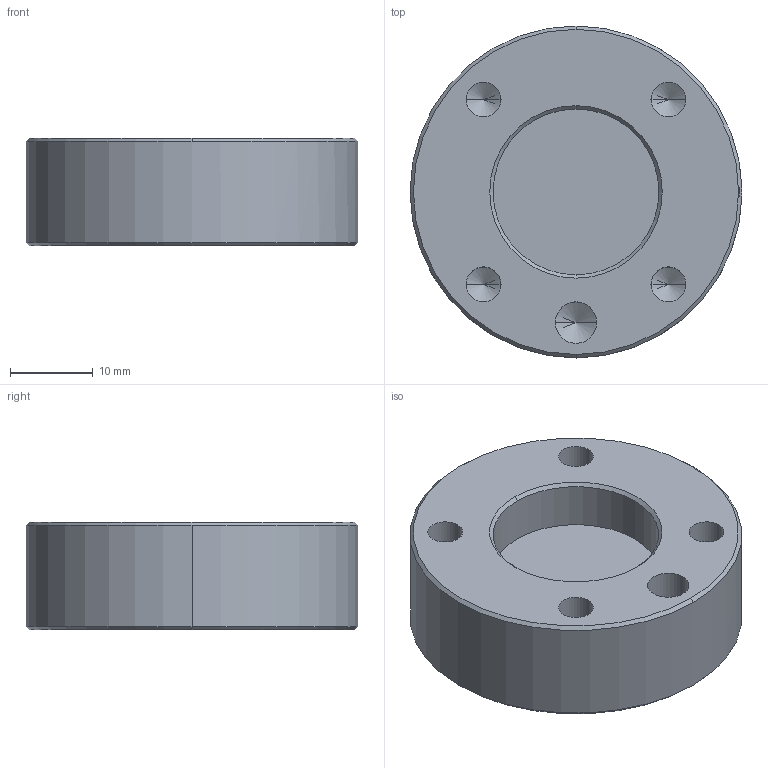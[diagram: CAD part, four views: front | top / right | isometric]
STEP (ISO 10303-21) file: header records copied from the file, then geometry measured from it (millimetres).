
FILE_DESCRIPTION (( 'STEP AP203' ), '1' );
FILE_NAME ('IRB120_3-58_IRC5_Link6_rev0.STEP', '2016-09-01T05:27:32', ( 'ABB' ), ( 'ABB' ), 'SwSTEP 2.0', 'SolidWorks 2014', '' );
FILE_SCHEMA (( 'CONFIG_CONTROL_DESIGN' ));
Length unit declared in the file: millimetre
Products named in the file (1): IRB120_3-58_IRC5_Link6_rev0
Bounding box: 40 x 40 x 13 mm (x, y, z)
Volume: 13678.4 mm3; surface area: 5123.4 mm2
Topology: 1 solids, 1 shells, 37 faces, 91 edges, 52 vertices
Faces by surface type: cone 16, cylinder 14, plane 7
Entity records: 1108 total; most frequent: DIRECTION 193, CARTESIAN_POINT 183, ORIENTED_EDGE 162, EDGE_CURVE 81, AXIS2_PLACEMENT_3D 78, VERTEX_POINT 52, EDGE_LOOP 43, CIRCLE 40
